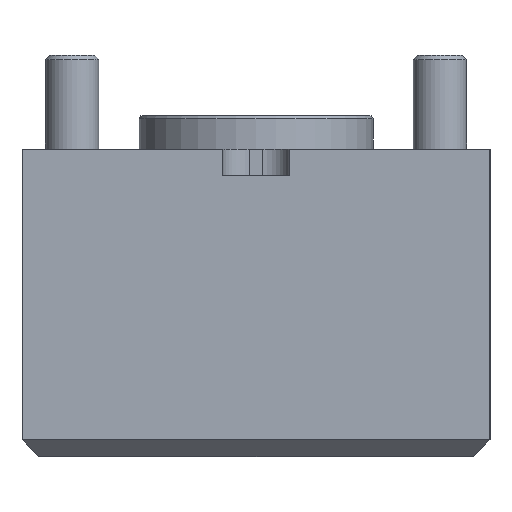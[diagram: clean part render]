
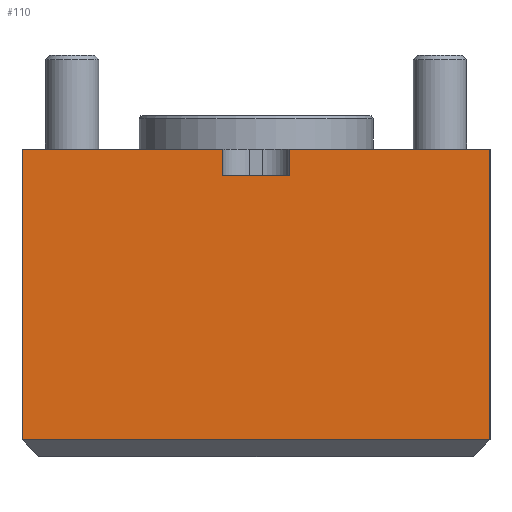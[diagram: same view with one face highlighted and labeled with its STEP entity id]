
A CAD part, left-side view. The second image highlights one B-rep face of the part: STEP entity #110.
In plain terms, the highlighted planar face has unit normal (-1, 0, 0).
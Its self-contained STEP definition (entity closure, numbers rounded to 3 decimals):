
#74=FACE_OUTER_BOUND('',#344,.T.);
#110=ADVANCED_FACE('',(#74),#167,.F.);
#167=PLANE('',#888);
#192=LINE('',#1269,#241);
#198=LINE('',#1282,#247);
#199=LINE('',#1284,#248);
#207=LINE('',#1299,#256);
#208=LINE('',#1302,#257);
#209=LINE('',#1304,#258);
#210=LINE('',#1306,#259);
#211=LINE('',#1307,#260);
#241=VECTOR('',#1002,1.);
#247=VECTOR('',#1010,1.);
#248=VECTOR('',#1013,1.);
#256=VECTOR('',#1027,1.);
#257=VECTOR('',#1028,1.);
#258=VECTOR('',#1029,1.);
#259=VECTOR('',#1030,1.);
#260=VECTOR('',#1031,1.);
#344=EDGE_LOOP('',(#447,#448,#449,#450,#451,#452,#453,#454));
#447=ORIENTED_EDGE('',*,*,#719,.T.);
#448=ORIENTED_EDGE('',*,*,#720,.T.);
#449=ORIENTED_EDGE('',*,*,#721,.T.);
#450=ORIENTED_EDGE('',*,*,#722,.F.);
#451=ORIENTED_EDGE('',*,*,#704,.F.);
#452=ORIENTED_EDGE('',*,*,#711,.F.);
#453=ORIENTED_EDGE('',*,*,#710,.F.);
#454=ORIENTED_EDGE('',*,*,#723,.F.);
#629=VERTEX_POINT('',#1267);
#631=VERTEX_POINT('',#1270);
#634=VERTEX_POINT('',#1277);
#636=VERTEX_POINT('',#1281);
#641=VERTEX_POINT('',#1300);
#642=VERTEX_POINT('',#1301);
#643=VERTEX_POINT('',#1303);
#644=VERTEX_POINT('',#1305);
#704=EDGE_CURVE('',#629,#631,#192,.T.);
#710=EDGE_CURVE('',#636,#634,#198,.T.);
#711=EDGE_CURVE('',#634,#629,#199,.T.);
#719=EDGE_CURVE('',#641,#642,#207,.T.);
#720=EDGE_CURVE('',#642,#643,#208,.T.);
#721=EDGE_CURVE('',#643,#644,#209,.T.);
#722=EDGE_CURVE('',#631,#644,#210,.T.);
#723=EDGE_CURVE('',#641,#636,#211,.T.);
#888=AXIS2_PLACEMENT_3D('',#1308,#1032,#1033);
#1002=DIRECTION('',(0.,0.,1.));
#1010=DIRECTION('',(0.,0.,-1.));
#1013=DIRECTION('',(0.,1.,0.));
#1027=DIRECTION('',(0.,0.,-1.));
#1028=DIRECTION('',(0.,1.,0.));
#1029=DIRECTION('',(0.,0.,1.));
#1030=DIRECTION('',(0.,-1.,0.));
#1031=DIRECTION('',(0.,-1.,0.));
#1032=DIRECTION('',(1.,0.,0.));
#1033=DIRECTION('',(0.,0.,-1.));
#1267=CARTESIAN_POINT('',(-75.,70.,-87.));
#1269=CARTESIAN_POINT('',(-75.,70.,-87.));
#1270=CARTESIAN_POINT('',(-75.,70.,0.));
#1277=CARTESIAN_POINT('',(-75.,-70.,-87.));
#1281=CARTESIAN_POINT('',(-75.,-70.,0.));
#1282=CARTESIAN_POINT('',(-75.,-70.,0.));
#1284=CARTESIAN_POINT('',(-75.,-70.,-87.));
#1299=CARTESIAN_POINT('',(-75.,-10.,0.));
#1300=CARTESIAN_POINT('',(-75.,-10.,0.));
#1301=CARTESIAN_POINT('',(-75.,-10.,-8.));
#1302=CARTESIAN_POINT('',(-75.,-10.,-8.));
#1303=CARTESIAN_POINT('',(-75.,10.,-8.));
#1304=CARTESIAN_POINT('',(-75.,10.,-9.));
#1305=CARTESIAN_POINT('',(-75.,10.,0.));
#1306=CARTESIAN_POINT('',(-75.,70.,0.));
#1307=CARTESIAN_POINT('',(-75.,-10.,0.));
#1308=CARTESIAN_POINT('',(-75.,0.,-46.));
